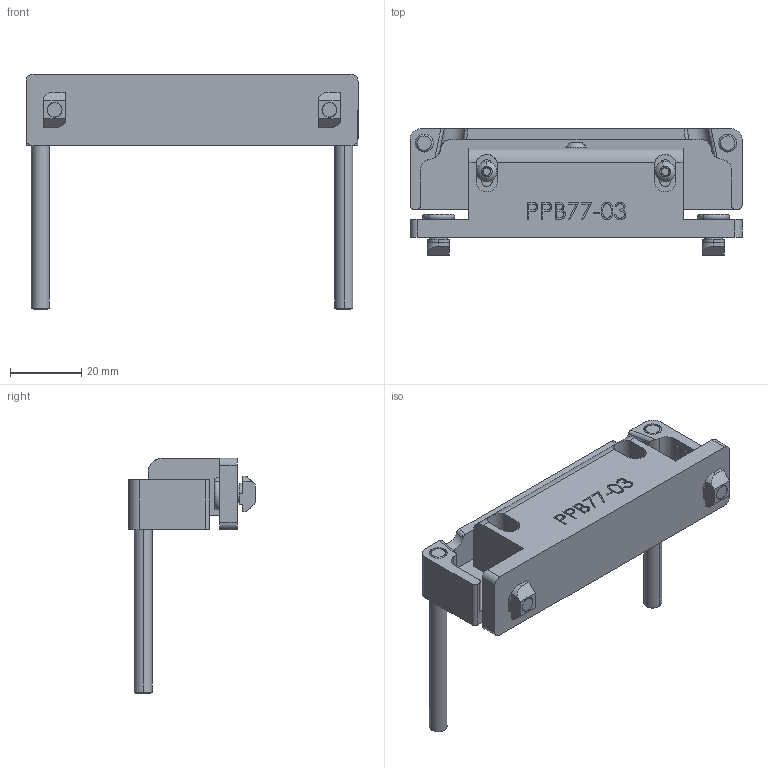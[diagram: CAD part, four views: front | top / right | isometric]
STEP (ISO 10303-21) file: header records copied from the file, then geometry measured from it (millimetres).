
FILE_DESCRIPTION (( 'STEP AP203' ), '1' );
FILE_NAME ('77mm_parking_post.STEP', '2020-03-07T22:48:56', ( '' ), ( '' ), 'SwSTEP 2.0', 'SolidWorks 2019', '' );
FILE_SCHEMA (( 'CONFIG_CONTROL_DESIGN' ));
Length unit declared in the file: millimetre
Products named in the file (8): m5_low_profile_screw_template_M5 x 10; m5_locking_t_nut_20x20_generic; m3_8mm_buttonhead_screw_92095A181_92095A181; 77mm_parking_post; dowel_pin_5mm_d_60m_l; m3_heat_set_insert_94180A331_94180A331; parking_post_Parking Post Base; parking_post_Tool Holder
Assembly tree (14 placements, depth 2):
  77mm_parking_post
    parking_post_Parking Post Base
    dowel_pin_5mm_d_60m_l  x2
    m5_low_profile_screw_template_M5 x 10  x2
    m3_8mm_buttonhead_screw_92095A181_92095A181  x3
    m3_heat_set_insert_94180A331_94180A331  x3
    m5_locking_t_nut_20x20_generic  x2
    parking_post_Tool Holder
Bounding box: 93 x 35.41 x 66 mm (x, y, z)
Volume: 42001.1 mm3; surface area: 20951.3 mm2
Topology: 14 solids, 14 shells, 1297 faces, 3598 edges, 2372 vertices
Faces by surface type: bspline 521, cylinder 451, plane 228, cone 87, sphere 6, torus 4
Entity records: 29326 total; most frequent: CARTESIAN_POINT 15050, ORIENTED_EDGE 3384, DIRECTION 2068, EDGE_CURVE 1692, VERTEX_POINT 1116, AXIS2_PLACEMENT_3D 735, EDGE_LOOP 670, ADVANCED_FACE 619
